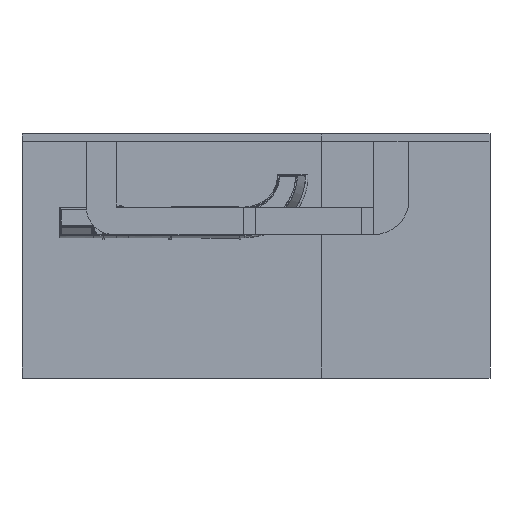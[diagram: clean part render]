
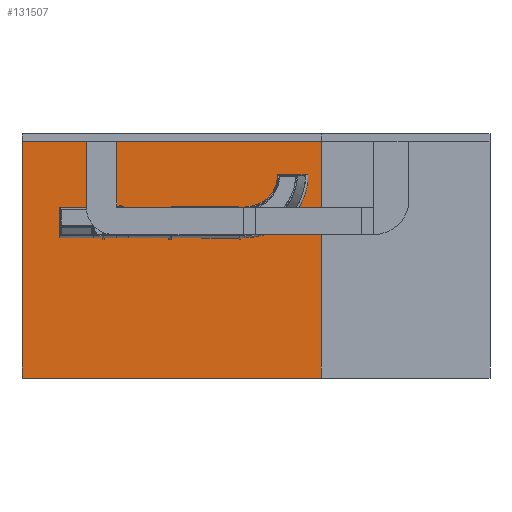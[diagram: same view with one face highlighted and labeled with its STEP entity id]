
A CAD part, top view. The second image highlights one B-rep face of the part: STEP entity #131507.
In plain terms, the highlighted free-form (B-spline) face has degree [1, 1] with [2, 2] control points.
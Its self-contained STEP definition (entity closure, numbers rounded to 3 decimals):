
#131387 = EDGE_CURVE('',#131388,#131390,#131392,.T.);
#131388 = VERTEX_POINT('',#131389);
#131389 = CARTESIAN_POINT('',(49045.902,-87248.743,
    2303.57));
#131390 = VERTEX_POINT('',#131391);
#131391 = CARTESIAN_POINT('',(49045.902,-93723.749,
    2303.57));
#131392 = B_SPLINE_CURVE_WITH_KNOTS('',1,(#131393,#131394),
  .UNSPECIFIED.,.F.,.F.,(2,2),(0.,7234.188),
  .PIECEWISE_BEZIER_KNOTS.);
#131393 = CARTESIAN_POINT('',(49045.902,-87248.743,
    2303.57));
#131394 = CARTESIAN_POINT('',(49045.902,-93723.749,
    2303.57));
#131423 = EDGE_CURVE('',#131390,#131424,#131426,.T.);
#131424 = VERTEX_POINT('',#131425);
#131425 = CARTESIAN_POINT('',(41097.747,-93723.749,
    2303.57));
#131426 = B_SPLINE_CURVE_WITH_KNOTS('',1,(#131427,#131428),
  .UNSPECIFIED.,.F.,.F.,(2,2),(0.,8880.061),
  .PIECEWISE_BEZIER_KNOTS.);
#131427 = CARTESIAN_POINT('',(49045.902,-93723.749,
    2303.57));
#131428 = CARTESIAN_POINT('',(41097.747,-93723.749,
    2303.57));
#131451 = EDGE_CURVE('',#131424,#131452,#131454,.T.);
#131452 = VERTEX_POINT('',#131453);
#131453 = CARTESIAN_POINT('',(41097.747,-87248.743,
    2303.57));
#131454 = B_SPLINE_CURVE_WITH_KNOTS('',1,(#131455,#131456),
  .UNSPECIFIED.,.F.,.F.,(2,2),(-7234.188,0.),
  .PIECEWISE_BEZIER_KNOTS.);
#131455 = CARTESIAN_POINT('',(41097.747,-93723.749,
    2303.57));
#131456 = CARTESIAN_POINT('',(41097.747,-87248.743,
    2303.57));
#131479 = EDGE_CURVE('',#131452,#131388,#131480,.T.);
#131480 = B_SPLINE_CURVE_WITH_KNOTS('',1,(#131481,#131482),
  .UNSPECIFIED.,.F.,.F.,(2,2),(-8880.061,0.),
  .PIECEWISE_BEZIER_KNOTS.);
#131481 = CARTESIAN_POINT('',(41097.747,-87248.743,
    2303.57));
#131482 = CARTESIAN_POINT('',(49045.902,-87248.743,
    2303.57));
#131507 = ADVANCED_FACE('',(#131508),#131514,.F.);
#131508 = FACE_BOUND('',#131509,.T.);
#131509 = EDGE_LOOP('',(#131510,#131511,#131512,#131513));
#131510 = ORIENTED_EDGE('',*,*,#131387,.F.);
#131511 = ORIENTED_EDGE('',*,*,#131479,.F.);
#131512 = ORIENTED_EDGE('',*,*,#131451,.F.);
#131513 = ORIENTED_EDGE('',*,*,#131423,.F.);
#131514 = B_SPLINE_SURFACE_WITH_KNOTS('',1,1,(
    (#131515,#131516)
    ,(#131517,#131518
    )),.UNSPECIFIED.,.F.,.F.,.F.,(2,2),(2,2),(-54796.437,
    -45916.376),(-104712.672,-97478.484),
  .PIECEWISE_BEZIER_KNOTS.);
#131515 = CARTESIAN_POINT('',(49045.902,-93723.749,
    2303.57));
#131516 = CARTESIAN_POINT('',(49045.902,-87248.743,
    2303.57));
#131517 = CARTESIAN_POINT('',(41097.747,-93723.749,
    2303.57));
#131518 = CARTESIAN_POINT('',(41097.747,-87248.743,
    2303.57));
